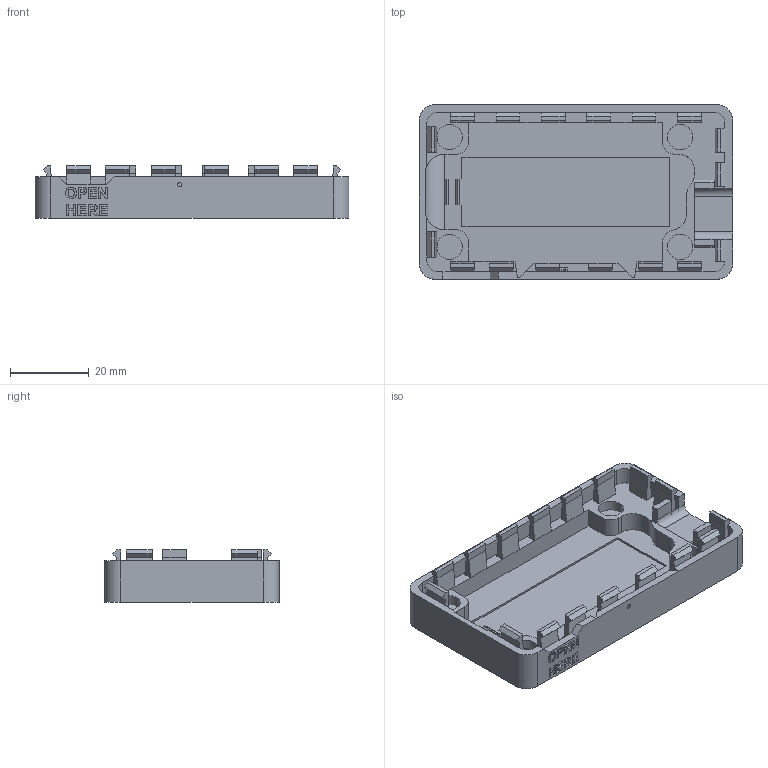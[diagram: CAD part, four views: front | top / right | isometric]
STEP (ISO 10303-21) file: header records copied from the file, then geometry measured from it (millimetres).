
FILE_DESCRIPTION(/* description */ (''),/* implementation_level */ '2;1');
FILE_NAME(/* name */ 'Inkplate 2 v1.2.3. Bottom v1.1.9..step',/* time_stamp */ '2023-03-16T08:37:10+01:00',/* author */ (''),/* organization */ (''),/* preprocessor_version */ 'ST-DEVELOPER v19.2',/* originating_system */ 'Autodesk Translation Framework v11.17.0.187',/* authorisation */ '');
FILE_SCHEMA (('AUTOMOTIVE_DESIGN { 1 0 10303 214 3 1 1 }'));
Length unit declared in the file: millimetre
Products named in the file (1): Inkplate 2 Bottom
Bounding box: 79.45 x 44.2 x 13.3 mm (x, y, z)
Volume: 12505.2 mm3; surface area: 13979.1 mm2
Topology: 1 solids, 1 shells, 485 faces, 1345 edges, 886 vertices
Faces by surface type: plane 361, bspline 91, cylinder 33
Full cylindrical faces by diameter (mm): 6.4 x4
Entity records: 15830 total; most frequent: CARTESIAN_POINT 4088, ORIENTED_EDGE 2690, DIRECTION 2021, EDGE_CURVE 1345, LINE 1095, VECTOR 1095, VERTEX_POINT 886, EDGE_LOOP 511
